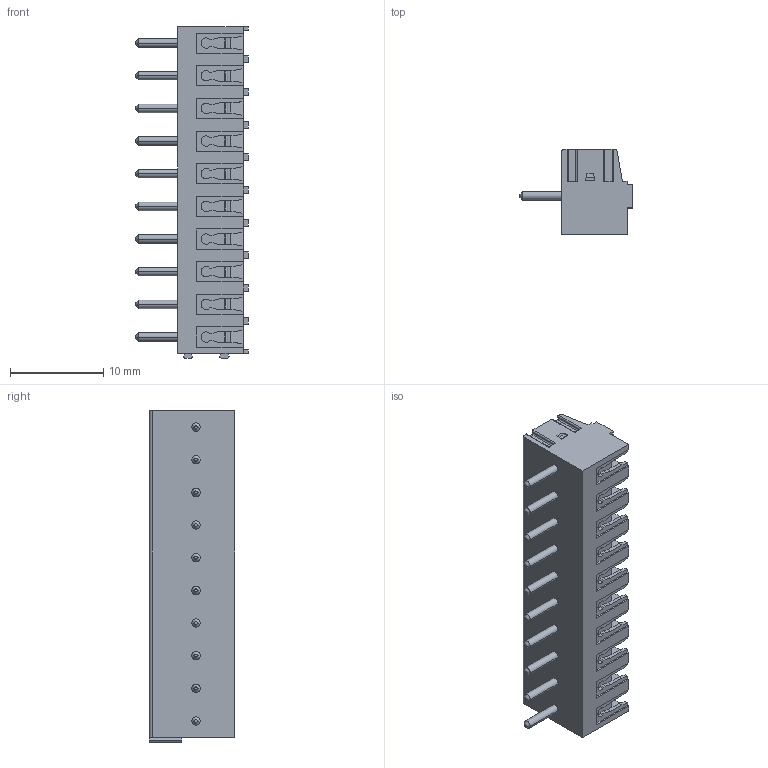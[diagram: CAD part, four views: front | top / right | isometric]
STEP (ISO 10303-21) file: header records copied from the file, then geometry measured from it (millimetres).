
FILE_DESCRIPTION((''),'2;1');
FILE_NAME('TL012R','2024-09-25T',('yanfa'),(''),'PRO/ENGINEER BY PARAMETRIC TECHNOLOGY CORPORATION, 2009280','PRO/ENGINEER BY PARAMETRIC TECHNOLOGY CORPORATION, 2009280','');
FILE_SCHEMA(('AUTOMOTIVE_DESIGN_CC2 { 1 2 10303 214 -1 1 5 2 }'));
Length unit declared in the file: millimetre
Products named in the file (1): TL012R
Bounding box: 12.05 x 9.15 x 35.58 mm (x, y, z)
Volume: 1683.1 mm3; surface area: 3508.4 mm2
Topology: 1 solids, 1 shells, 921 faces, 2474 edges, 1596 vertices
Faces by surface type: plane 637, cylinder 184, cone 60, torus 20, extrusion 20
Entity records: 28758 total; most frequent: CARTESIAN_POINT 5413, ORIENTED_EDGE 4948, DIRECTION 4704, EDGE_CURVE 2474, VECTOR 1966, LINE 1946, VERTEX_POINT 1596, AXIS2_PLACEMENT_3D 1369
